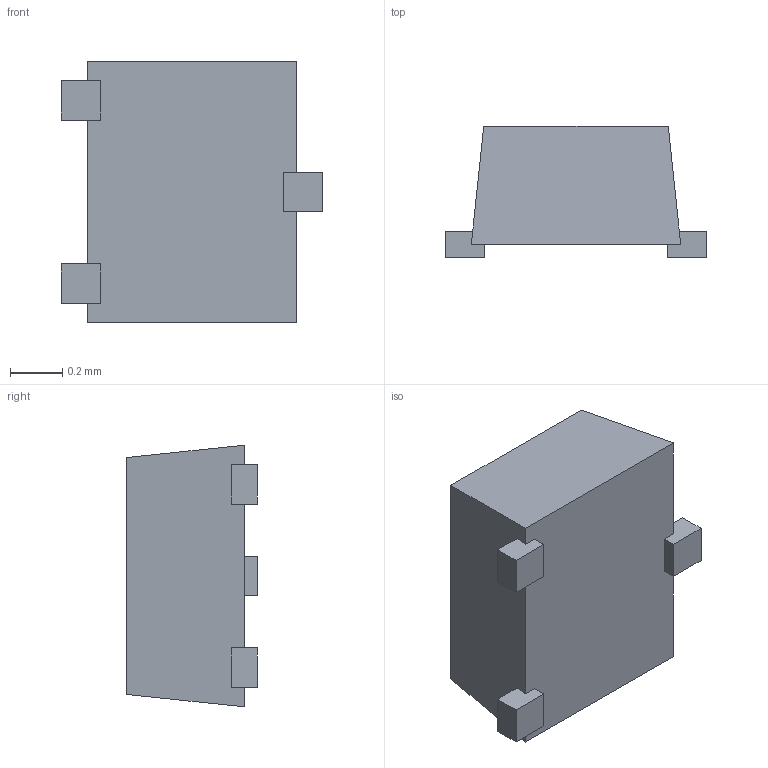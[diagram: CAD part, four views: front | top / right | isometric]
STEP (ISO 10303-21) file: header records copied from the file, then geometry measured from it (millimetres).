
FILE_DESCRIPTION (( 'STEP AP214' ), '1' );
FILE_NAME ('DRT3.STEP', '2020-08-31T08:35:59', ( '' ), ( '' ), 'SwSTEP 2.0', 'SolidWorks 2017', '' );
FILE_SCHEMA (( 'AUTOMOTIVE_DESIGN' ));
Length unit declared in the file: millimetre
Products named in the file (1): DRT3
Bounding box: 1 x 0.5 x 1 mm (x, y, z)
Volume: 0.3 mm3; surface area: 3.3 mm2
Topology: 4 solids, 4 shells, 36 faces, 84 edges, 56 vertices
Faces by surface type: plane 36
Entity records: 1267 total; most frequent: CARTESIAN_POINT 177, ORIENTED_EDGE 168, DIRECTION 158, EDGE_CURVE 84, VECTOR 84, LINE 84, VERTEX_POINT 56, AXIS2_PLACEMENT_3D 37
